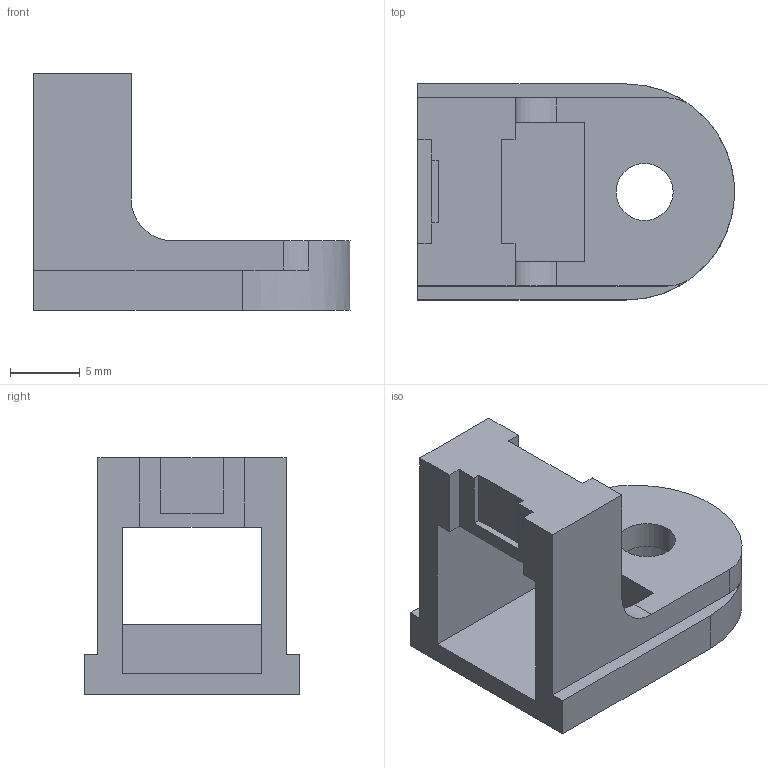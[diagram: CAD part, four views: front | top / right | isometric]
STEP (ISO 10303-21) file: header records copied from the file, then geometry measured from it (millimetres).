
FILE_DESCRIPTION (( 'STEP AP203' ), '1' );
FILE_NAME ('slider try 2 new rider_Default_sldprt.STEP', '2021-12-16T05:30:10', ( '' ), ( '' ), 'SwSTEP 2.0', 'SolidWorks 2020', '' );
FILE_SCHEMA (( 'CONFIG_CONTROL_DESIGN' ));
Length unit declared in the file: millimetre
Products named in the file (1): slider try 2 new rider_Default_sldprt
Bounding box: 22.75 x 15.5 x 17 mm (x, y, z)
Volume: 1529.6 mm3; surface area: 1743.8 mm2
Topology: 1 solids, 1 shells, 37 faces, 108 edges, 72 vertices
Faces by surface type: plane 28, cylinder 9
Entity records: 1307 total; most frequent: CARTESIAN_POINT 218, ORIENTED_EDGE 216, DIRECTION 204, EDGE_CURVE 108, VECTOR 88, LINE 88, VERTEX_POINT 72, AXIS2_PLACEMENT_3D 58
